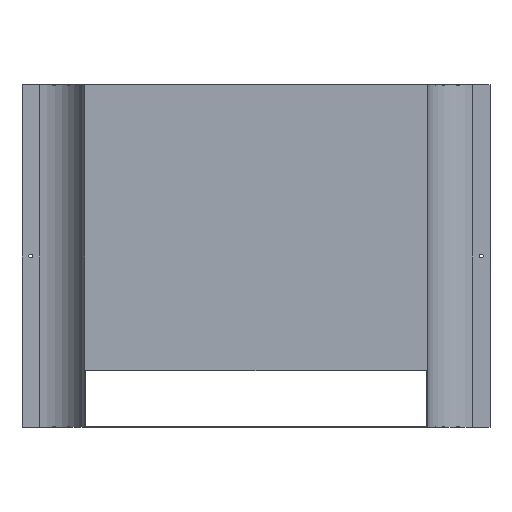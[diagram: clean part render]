
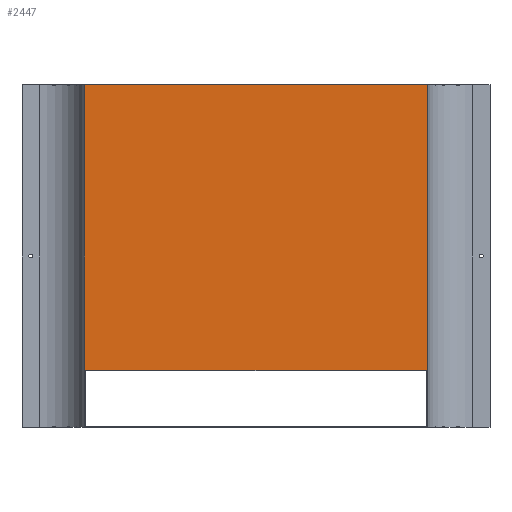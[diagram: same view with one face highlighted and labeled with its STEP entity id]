
A CAD part, front view. The second image highlights one B-rep face of the part: STEP entity #2447.
In plain terms, the highlighted planar face has unit normal (0, -1, 0).
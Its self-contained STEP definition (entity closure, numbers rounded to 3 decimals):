
#406 = ORIENTED_EDGE ( 'NONE', *, *, #2644, .T. ) ;
#407 = ORIENTED_EDGE ( 'NONE', *, *, #606, .T. ) ;
#408 = ORIENTED_EDGE ( 'NONE', *, *, #2629, .T. ) ;
#409 = ORIENTED_EDGE ( 'NONE', *, *, #2596, .T. ) ;
#522 = LINE ( 'NONE', #2345, #527 ) ;
#527 = VECTOR ( 'NONE', #2340, 1000. ) ;
#606 = EDGE_CURVE ( 'NONE', #1985, #1995, #522, .T. ) ;
#667 = AXIS2_PLACEMENT_3D ( 'NONE', #1638, #1630, #1629 ) ;
#823 = FACE_OUTER_BOUND ( 'NONE', #1843, .T. ) ;
#960 = LINE ( 'NONE', #2537, #963 ) ;
#963 = VECTOR ( 'NONE', #2536, 1000. ) ;
#1012 = LINE ( 'NONE', #1278, #1018 ) ;
#1018 = VECTOR ( 'NONE', #1287, 1000. ) ;
#1041 = LINE ( 'NONE', #1319, #1044 ) ;
#1044 = VECTOR ( 'NONE', #1320, 1000. ) ;
#1278 = CARTESIAN_POINT ( 'NONE',  ( 600., -1., 1. ) ) ;
#1287 = DIRECTION ( 'NONE',  ( 0., 0., 1. ) ) ;
#1319 = CARTESIAN_POINT ( 'NONE',  ( 0., -1., 1. ) ) ;
#1320 = DIRECTION ( 'NONE',  ( 0., 0., -1. ) ) ;
#1629 = DIRECTION ( 'NONE',  ( 0., 0., -1. ) ) ;
#1630 = DIRECTION ( 'NONE',  ( 0., -1., 0. ) ) ;
#1632 = PLANE ( 'NONE',  #667 ) ;
#1638 = CARTESIAN_POINT ( 'NONE',  ( 0., -1., 0. ) ) ;
#1788 = CARTESIAN_POINT ( 'NONE',  ( 600., -1., -499. ) ) ;
#1791 = CARTESIAN_POINT ( 'NONE',  ( 0., -1., -499. ) ) ;
#1803 = CARTESIAN_POINT ( 'NONE',  ( 600., -1., 1. ) ) ;
#1843 = EDGE_LOOP ( 'NONE', ( #406, #407, #408, #409 ) ) ;
#1976 = VERTEX_POINT ( 'NONE', #2247 ) ;
#1985 = VERTEX_POINT ( 'NONE', #1791 ) ;
#1990 = VERTEX_POINT ( 'NONE', #1803 ) ;
#1995 = VERTEX_POINT ( 'NONE', #1788 ) ;
#2247 = CARTESIAN_POINT ( 'NONE',  ( 0., -1., 1. ) ) ;
#2340 = DIRECTION ( 'NONE',  ( 1., 0., 0. ) ) ;
#2345 = CARTESIAN_POINT ( 'NONE',  ( 0., -1., -499. ) ) ;
#2447 = ADVANCED_FACE ( 'NONE', ( #823 ), #1632, .T. ) ;
#2536 = DIRECTION ( 'NONE',  ( -1., 0., 0. ) ) ;
#2537 = CARTESIAN_POINT ( 'NONE',  ( 0., -1., 1. ) ) ;
#2596 = EDGE_CURVE ( 'NONE', #1990, #1976, #960, .T. ) ;
#2629 = EDGE_CURVE ( 'NONE', #1995, #1990, #1012, .T. ) ;
#2644 = EDGE_CURVE ( 'NONE', #1976, #1985, #1041, .T. ) ;
